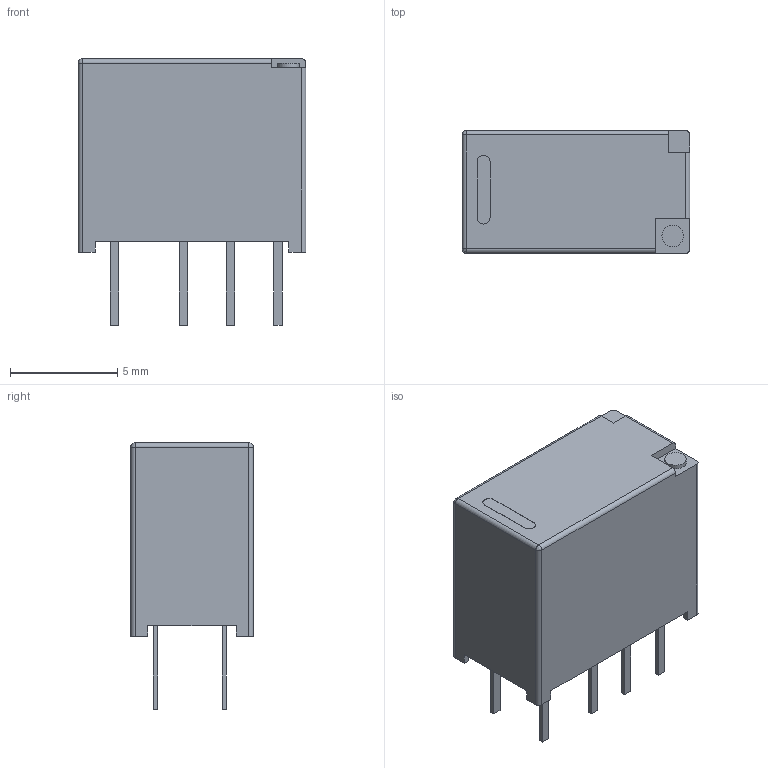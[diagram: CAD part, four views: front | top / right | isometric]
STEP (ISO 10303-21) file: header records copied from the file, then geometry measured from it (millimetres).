
FILE_DESCRIPTION (( 'STEP AP214' ), '1' );
FILE_NAME ('User Library-FTR-B4C.STEP', '2019-06-25T12:11:25', ( '' ), ( '' ), 'SwSTEP 2.0', 'SolidWorks 2019', '' );
FILE_SCHEMA (( 'AUTOMOTIVE_DESIGN' ));
Length unit declared in the file: millimetre
Products named in the file (1): User Library-FTR-B4C
Bounding box: 10.6 x 5.7 x 12.41 mm (x, y, z)
Volume: 510.1 mm3; surface area: 440.2 mm2
Topology: 1 solids, 1 shells, 90 faces, 228 edges, 148 vertices
Faces by surface type: plane 76, cylinder 12, bspline 2
Entity records: 3696 total; most frequent: CARTESIAN_POINT 495, ORIENTED_EDGE 452, DIRECTION 428, EDGE_CURVE 226, VECTOR 202, LINE 202, VERTEX_POINT 148, AXIS2_PLACEMENT_3D 113
